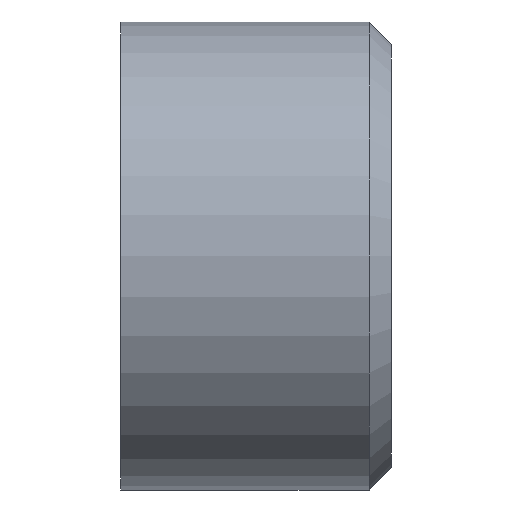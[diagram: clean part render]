
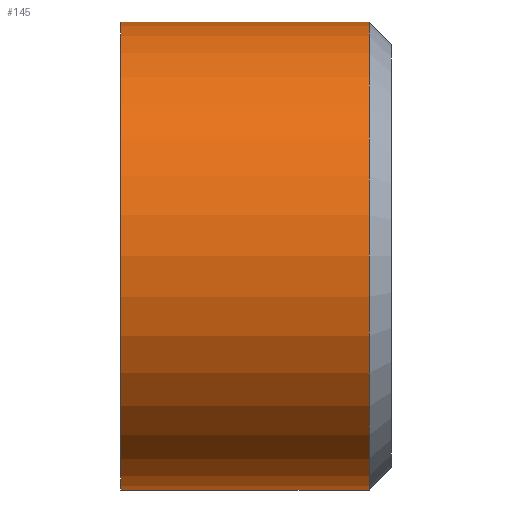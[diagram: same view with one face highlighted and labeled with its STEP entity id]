
A CAD part, left-side view. The second image highlights one B-rep face of the part: STEP entity #145.
In plain terms, the highlighted cylindrical face has radius 5.275 mm (diameter 10.55 mm), a partial arc.
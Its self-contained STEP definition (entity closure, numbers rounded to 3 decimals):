
#2 = EDGE_CURVE ( 'NONE', #61, #53, #124, .T. ) ;
#6 = ORIENTED_EDGE ( 'NONE', *, *, #13, .F. ) ;
#13 = EDGE_CURVE ( 'NONE', #45, #61, #110, .T. ) ;
#26 = CARTESIAN_POINT ( 'NONE',  ( 0., 36.057, 5.275 ) ) ;
#27 = CYLINDRICAL_SURFACE ( 'NONE', #128, 5.275 ) ;
#34 = VERTEX_POINT ( 'NONE', #273 ) ;
#39 = CARTESIAN_POINT ( 'NONE',  ( 0., 0.5, -5.275 ) ) ;
#45 = VERTEX_POINT ( 'NONE', #39 ) ;
#53 = VERTEX_POINT ( 'NONE', #192 ) ;
#54 = VECTOR ( 'NONE', #274, 1000. ) ;
#55 = CIRCLE ( 'NONE', #234, 5.275 ) ;
#56 = ORIENTED_EDGE ( 'NONE', *, *, #2, .F. ) ;
#61 = VERTEX_POINT ( 'NONE', #135 ) ;
#65 = DIRECTION ( 'NONE',  ( 0., 1., 0. ) ) ;
#69 = CARTESIAN_POINT ( 'NONE',  ( 0., 0.5, 0. ) ) ;
#110 = LINE ( 'NONE', #198, #54 ) ;
#111 = DIRECTION ( 'NONE',  ( 0., 1., 0. ) ) ;
#117 = DIRECTION ( 'NONE',  ( 0., 1., 0. ) ) ;
#118 = CARTESIAN_POINT ( 'NONE',  ( 0., 36.057, 0. ) ) ;
#124 = CIRCLE ( 'NONE', #161, 5.275 ) ;
#128 = AXIS2_PLACEMENT_3D ( 'NONE', #118, #117, #254 ) ;
#130 = DIRECTION ( 'NONE',  ( 0., 0., 1. ) ) ;
#135 = CARTESIAN_POINT ( 'NONE',  ( 0., 6.1, -5.275 ) ) ;
#138 = FACE_OUTER_BOUND ( 'NONE', #173, .T. ) ;
#145 = ADVANCED_FACE ( 'NONE', ( #138 ), #27, .T. ) ;
#160 = ORIENTED_EDGE ( 'NONE', *, *, #220, .T. ) ;
#161 = AXIS2_PLACEMENT_3D ( 'NONE', #297, #111, #130 ) ;
#173 = EDGE_LOOP ( 'NONE', ( #6, #160, #283, #56 ) ) ;
#183 = LINE ( 'NONE', #26, #191 ) ;
#191 = VECTOR ( 'NONE', #65, 1000. ) ;
#192 = CARTESIAN_POINT ( 'NONE',  ( 0., 6.1, 5.275 ) ) ;
#198 = CARTESIAN_POINT ( 'NONE',  ( 0., 36.057, -5.275 ) ) ;
#207 = DIRECTION ( 'NONE',  ( 0., 1., 0. ) ) ;
#220 = EDGE_CURVE ( 'NONE', #45, #34, #55, .T. ) ;
#228 = DIRECTION ( 'NONE',  ( 0., 0., -1. ) ) ;
#234 = AXIS2_PLACEMENT_3D ( 'NONE', #69, #207, #228 ) ;
#254 = DIRECTION ( 'NONE',  ( 0., 0., 1. ) ) ;
#266 = EDGE_CURVE ( 'NONE', #34, #53, #183, .T. ) ;
#273 = CARTESIAN_POINT ( 'NONE',  ( 0., 0.5, 5.275 ) ) ;
#274 = DIRECTION ( 'NONE',  ( 0., 1., 0. ) ) ;
#283 = ORIENTED_EDGE ( 'NONE', *, *, #266, .T. ) ;
#297 = CARTESIAN_POINT ( 'NONE',  ( 0., 6.1, 0. ) ) ;
